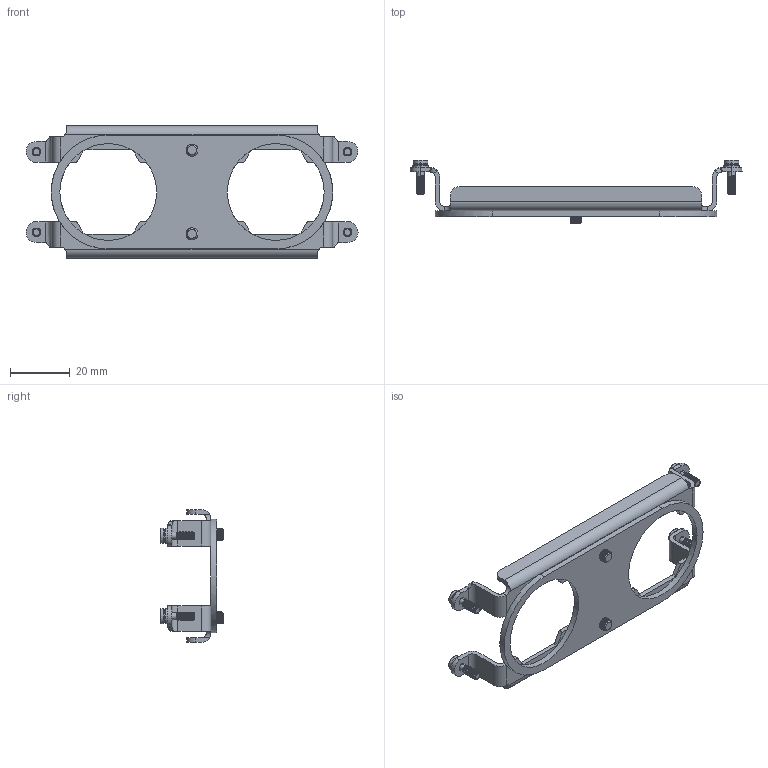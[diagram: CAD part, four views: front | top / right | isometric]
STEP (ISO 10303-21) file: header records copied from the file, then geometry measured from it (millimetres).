
FILE_DESCRIPTION((''),'2;1');
FILE_NAME('MANIFOLD_SOLID_BREP_5826_1_1_ASM','2019-01-03T',('sy.ji'),(''),'PRO/ENGINEER BY PARAMETRIC TECHNOLOGY CORPORATION, 2014310','PRO/ENGINEER BY PARAMETRIC TECHNOLOGY CORPORATION, 2014310','');
FILE_SCHEMA(('CONFIG_CONTROL_DESIGN'));
Products named in the file (6): MANIFOLD_SOLID_BREP_16391; MANIFOLD_SOLID_BREP_23208; MANIFOLD_SOLID_BREP_30001; MANIFOLD_SOLID_BREP_36872; MANIFOLD_SOLID_BREP_43685; MANIFOLD_SOLID_BREP_5826_1_1_ASM
Assembly tree (5 placements, depth 2):
  MANIFOLD_SOLID_BREP_5826_1_1_ASM
    MANIFOLD_SOLID_BREP_16391
    MANIFOLD_SOLID_BREP_23208
    MANIFOLD_SOLID_BREP_30001
    MANIFOLD_SOLID_BREP_36872
    MANIFOLD_SOLID_BREP_43685
Bounding box: 111.01 x 21.34 x 44.22 mm (x, y, z)
Volume: 8914.9 mm3; surface area: 10964.8 mm2
Topology: 5 solids, 5 shells, 587 faces, 1643 edges, 1090 vertices
Faces by surface type: cylinder 244, plane 229, bspline 82, cone 32
Entity records: 45875 total; most frequent: CARTESIAN_POINT 31431, ORIENTED_EDGE 3286, DIRECTION 2535, EDGE_CURVE 1643, VERTEX_POINT 1090, AXIS2_PLACEMENT_3D 850, VECTOR 835, LINE 835
